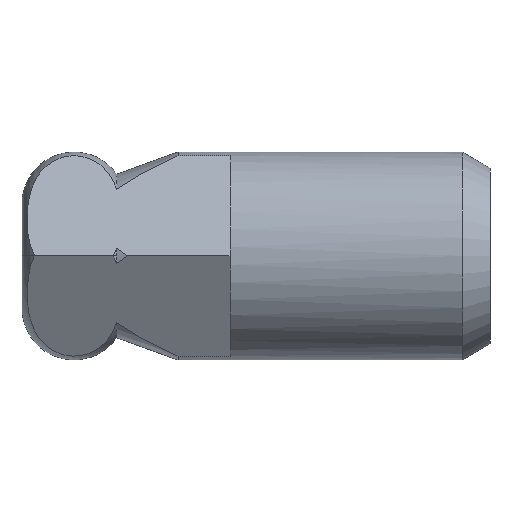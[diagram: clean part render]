
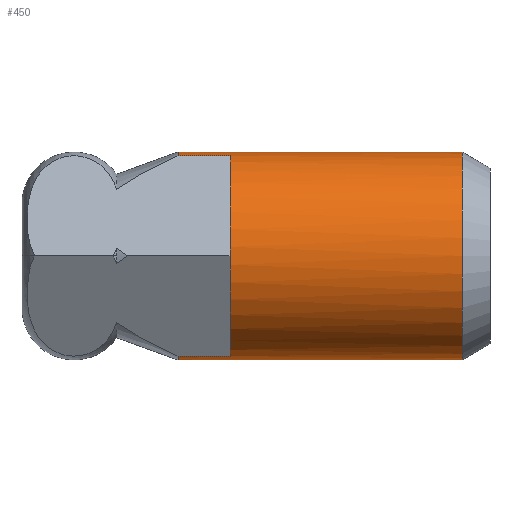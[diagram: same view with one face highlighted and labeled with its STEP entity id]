
A CAD part, top view. The second image highlights one B-rep face of the part: STEP entity #450.
In plain terms, the highlighted cylindrical face has radius 8 mm (diameter 16 mm), a partial arc.
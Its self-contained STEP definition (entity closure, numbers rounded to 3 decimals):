
#210=EDGE_CURVE('',#222,#332,#562,.T.);
#220=EDGE_CURVE('',#348,#258,#573,.T.);
#222=VERTEX_POINT('',#575);
#226=EDGE_CURVE('',#254,#406,#579,.T.);
#254=VERTEX_POINT('',#607);
#258=VERTEX_POINT('',#613);
#290=EDGE_CURVE('',#296,#254,#649,.T.);
#296=VERTEX_POINT('',#655);
#298=EDGE_CURVE('',#332,#306,#657,.T.);
#306=VERTEX_POINT('',#666);
#332=VERTEX_POINT('',#693);
#348=VERTEX_POINT('',#711);
#404=EDGE_CURVE('',#222,#348,#774,.T.);
#406=VERTEX_POINT('',#776);
#450=ADVANCED_FACE('',(#827),#828,.T.);
#454=EDGE_CURVE('',#258,#296,#832,.T.);
#470=EDGE_CURVE('',#306,#406,#848,.T.);
#562=LINE('',#952,#953);
#573=LINE('',#966,#967);
#575=CARTESIAN_POINT('',(-4.0,8.0,0.));
#579=CIRCLE('',#974,8.0);
#607=CARTESIAN_POINT('',(-4.0,-7.706,2.15));
#613=CARTESIAN_POINT('',(0.0,7.706,2.15));
#649=LINE('',#1164,#1165);
#655=CARTESIAN_POINT('',(0.0,-7.706,2.15));
#657=CIRCLE('',#1175,8.0);
#666=CARTESIAN_POINT('',(17.85,-8.0,0.));
#693=CARTESIAN_POINT('',(17.85,8.0,0.0));
#711=CARTESIAN_POINT('',(-4.0,7.706,2.15));
#774=CIRCLE('',#1616,8.0);
#776=CARTESIAN_POINT('',(-4.0,-8.0,0.));
#827=FACE_OUTER_BOUND('',#1820,.T.);
#828=CYLINDRICAL_SURFACE('',#1821,8.0);
#832=CIRCLE('',#1836,8.0);
#848=LINE('',#1878,#1879);
#952=CARTESIAN_POINT('',(8.925,8.0,0.));
#953=VECTOR('',#2062,1.0);
#966=CARTESIAN_POINT('',(-2.0,7.706,2.15));
#967=VECTOR('',#2074,1.0);
#974=AXIS2_PLACEMENT_3D('',#2075,#2076,#2077);
#1164=CARTESIAN_POINT('',(-2.0,-7.706,2.15));
#1165=VECTOR('',#2150,1.0);
#1175=AXIS2_PLACEMENT_3D('',#2154,#2155,#2156);
#1616=AXIS2_PLACEMENT_3D('',#2294,#2295,#2296);
#1820=EDGE_LOOP('',(#2373,#2374,#2375,#2376,#2377,#2378,#2379,#2380));
#1821=AXIS2_PLACEMENT_3D('',#2381,#2382,#2383);
#1836=AXIS2_PLACEMENT_3D('',#2384,#2385,#2386);
#1878=CARTESIAN_POINT('',(8.925,-8.0,0.));
#1879=VECTOR('',#2392,1.0);
#2062=DIRECTION('',(1.0,0.0,0.0));
#2074=DIRECTION('',(1.0,0.0,0.0));
#2075=CARTESIAN_POINT('',(-4.0,0.0,0.0));
#2076=DIRECTION('',(1.0,0.0,0.0));
#2077=DIRECTION('',(0.0,1.0,0.0));
#2150=DIRECTION('',(-1.0,-0.0,-0.0));
#2154=CARTESIAN_POINT('',(17.85,0.0,0.0));
#2155=DIRECTION('',(1.0,0.0,0.0));
#2156=DIRECTION('',(0.0,1.0,0.0));
#2294=CARTESIAN_POINT('',(-4.0,0.0,0.0));
#2295=DIRECTION('',(1.0,0.0,0.0));
#2296=DIRECTION('',(0.0,1.0,0.0));
#2373=ORIENTED_EDGE('',*,*,#210,.F.);
#2374=ORIENTED_EDGE('',*,*,#404,.T.);
#2375=ORIENTED_EDGE('',*,*,#220,.T.);
#2376=ORIENTED_EDGE('',*,*,#454,.T.);
#2377=ORIENTED_EDGE('',*,*,#290,.T.);
#2378=ORIENTED_EDGE('',*,*,#226,.T.);
#2379=ORIENTED_EDGE('',*,*,#470,.F.);
#2380=ORIENTED_EDGE('',*,*,#298,.F.);
#2381=CARTESIAN_POINT('',(8.925,0.0,0.0));
#2382=DIRECTION('',(-1.0,-0.0,-0.0));
#2383=DIRECTION('',(0.0,1.0,0.0));
#2384=CARTESIAN_POINT('',(0.,0.0,0.0));
#2385=DIRECTION('',(1.0,0.0,0.0));
#2386=DIRECTION('',(0.0,1.0,0.0));
#2392=DIRECTION('',(-1.0,-0.0,-0.0));
